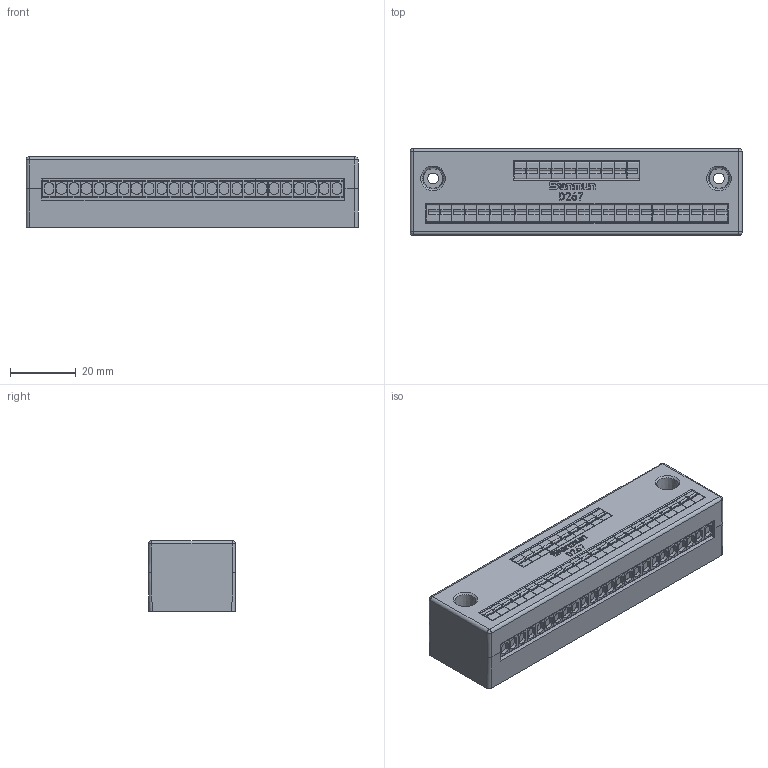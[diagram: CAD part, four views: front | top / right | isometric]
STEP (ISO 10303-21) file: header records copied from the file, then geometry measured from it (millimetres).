
FILE_DESCRIPTION(/* description */ (''),/* implementation_level */ '2;1');
FILE_NAME(/* name */ 'D267.stp',/* time_stamp */ '2024-08-14T15:10:04+08:00',/* author */ (''),/* organization */ (''),/* preprocessor_version */ 'ST-DEVELOPER v14',/* originating_system */ 'SIEMENS PLM Software NX 8.0',/* authorisation */ '');
FILE_SCHEMA (('AUTOMOTIVE_DESIGN { 1 0 10303 214 3 1 1 1 }'));
Length unit declared in the file: millimetre
Products named in the file (1): D267 3D_stp
Bounding box: 101.06 x 26.65 x 21.5 mm (x, y, z)
Volume: 55564.4 mm3; surface area: 13343.4 mm2
Topology: 1 solids, 1 shells, 1004 faces, 2654 edges, 1760 vertices
Faces by surface type: plane 784, cylinder 169, extrusion 43, sphere 4, cone 4
Full cylindrical faces by diameter (mm): 3.3 x2
Entity records: 36502 total; most frequent: CARTESIAN_POINT 10858, ORIENTED_EDGE 5274, DIRECTION 4795, EDGE_CURVE 2637, VECTOR 2199, LINE 2156, VERTEX_POINT 1754, AXIS2_PLACEMENT_3D 1298
